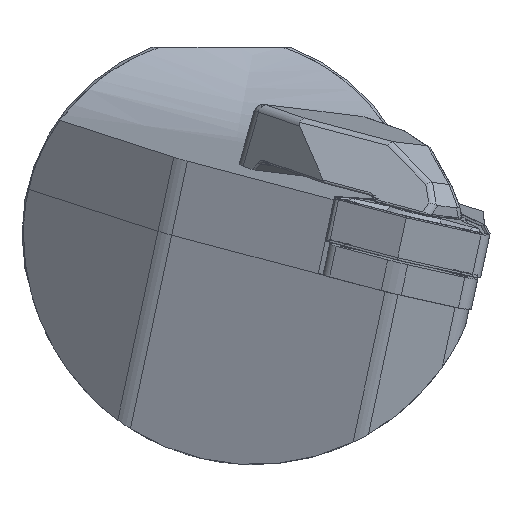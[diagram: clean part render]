
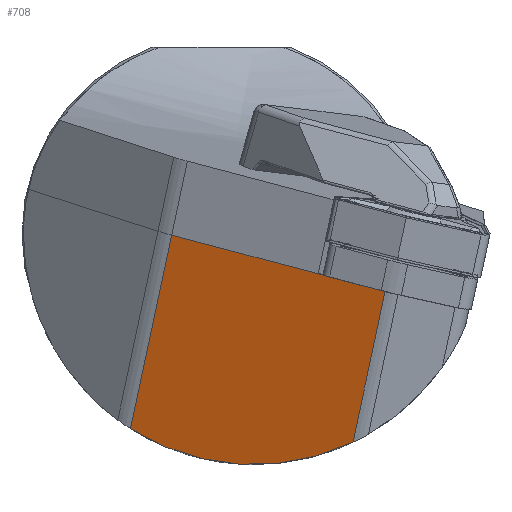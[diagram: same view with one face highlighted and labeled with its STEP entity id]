
A CAD part, left-side view. The second image highlights one B-rep face of the part: STEP entity #708.
In plain terms, the highlighted planar face has unit normal (-0.902, 0.432, -0.005).
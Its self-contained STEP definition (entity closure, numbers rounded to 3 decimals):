
#605=ELLIPSE('',#3363,25.665,23.15);
#708=ADVANCED_FACE('',(#952),#875,.F.);
#875=PLANE('',#3364);
#952=FACE_OUTER_BOUND('',#1101,.T.);
#1101=EDGE_LOOP('',(#1411,#1412,#1413,#1414,#1415,#1416));
#1411=ORIENTED_EDGE('',*,*,#2520,.F.);
#1412=ORIENTED_EDGE('',*,*,#2521,.T.);
#1413=ORIENTED_EDGE('',*,*,#2522,.T.);
#1414=ORIENTED_EDGE('',*,*,#2523,.F.);
#1415=ORIENTED_EDGE('',*,*,#2524,.T.);
#1416=ORIENTED_EDGE('',*,*,#2498,.T.);
#2225=VERTEX_POINT('',#4492);
#2226=VERTEX_POINT('',#4493);
#2244=VERTEX_POINT('',#4553);
#2245=VERTEX_POINT('',#4555);
#2246=VERTEX_POINT('',#4557);
#2247=VERTEX_POINT('',#4559);
#2498=EDGE_CURVE('',#2225,#2226,#2918,.T.);
#2520=EDGE_CURVE('',#2244,#2226,#2935,.T.);
#2521=EDGE_CURVE('',#2244,#2245,#2936,.T.);
#2522=EDGE_CURVE('',#2245,#2246,#605,.T.);
#2523=EDGE_CURVE('',#2247,#2246,#2937,.T.);
#2524=EDGE_CURVE('',#2247,#2225,#2938,.T.);
#2918=LINE('',#4491,#3136);
#2935=LINE('',#4552,#3153);
#2936=LINE('',#4554,#3154);
#2937=LINE('',#4558,#3155);
#2938=LINE('',#4560,#3156);
#3136=VECTOR('',#3662,1.);
#3153=VECTOR('',#3695,1.);
#3154=VECTOR('',#3696,1.);
#3155=VECTOR('',#3699,1.);
#3156=VECTOR('',#3700,1.);
#3363=AXIS2_PLACEMENT_3D('',#4556,#3697,#3698);
#3364=AXIS2_PLACEMENT_3D('',#4561,#3701,#3702);
#3662=DIRECTION('',(0.419,0.878,0.232));
#3695=DIRECTION('',(-0.419,-0.878,-0.232));
#3696=DIRECTION('',(0.105,0.207,-0.973));
#3697=DIRECTION('',(-0.902,0.432,-0.005));
#3698=DIRECTION('',(-0.432,-0.902,0.011));
#3699=DIRECTION('',(0.105,0.207,-0.973));
#3700=DIRECTION('',(0.419,0.878,0.232));
#3701=DIRECTION('',(0.902,-0.432,0.005));
#3702=DIRECTION('',(0.432,0.902,0.));
#4491=CARTESIAN_POINT('',(-166.938,16.703,20.629));
#4492=CARTESIAN_POINT('',(-174.27,1.334,16.574));
#4493=CARTESIAN_POINT('',(-173.964,1.976,16.744));
#4552=CARTESIAN_POINT('',(-166.938,16.703,20.629));
#4553=CARTESIAN_POINT('',(-166.938,16.703,20.629));
#4554=CARTESIAN_POINT('',(-211.478,-71.405,435.143));
#4555=CARTESIAN_POINT('',(-164.849,20.836,1.186));
#4556=CARTESIAN_POINT('',(-170.898,8.429,20.731));
#4557=CARTESIAN_POINT('',(-175.535,-1.51,-0.177));
#4558=CARTESIAN_POINT('',(-221.703,-92.838,429.488));
#4559=CARTESIAN_POINT('',(-177.163,-4.73,14.974));
#4560=CARTESIAN_POINT('',(-166.938,16.703,20.629));
#4561=CARTESIAN_POINT('',(-211.478,-71.405,435.143));
